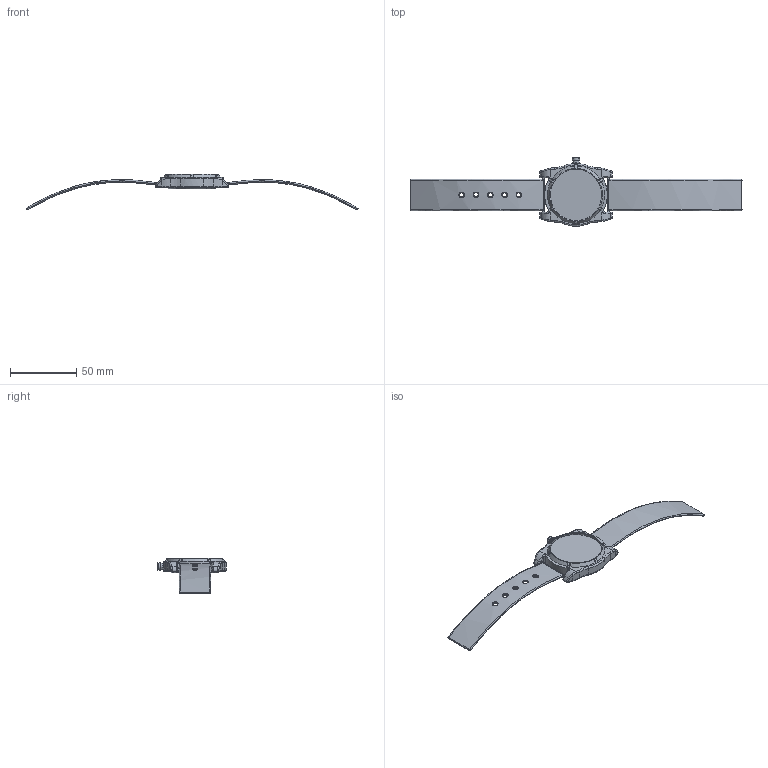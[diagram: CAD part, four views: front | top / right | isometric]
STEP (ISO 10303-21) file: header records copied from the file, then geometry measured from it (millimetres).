
FILE_DESCRIPTION(('FreeCAD Model'),'2;1');
FILE_NAME('Open CASCADE Shape Model','2025-05-04T10:52:47',('FreeCAD'),( 'FreeCAD'),'Open CASCADE STEP processor 7.6','FreeCAD','Unknown');
FILE_SCHEMA(('AUTOMOTIVE_DESIGN { 1 0 10303 214 1 1 1 1 }'));
Length unit declared in the file: millimetre
Products named in the file (1): Open CASCADE STEP translator 7.6 1
Bounding box: 251.01 x 51.81 x 27.19 mm (x, y, z)
Volume: 22043.4 mm3; surface area: 23241.7 mm2
Topology: 25 solids, 25 shells, 420 faces, 994 edges, 628 vertices
Faces by surface type: bspline 420
Entity records: 17224 total; most frequent: CARTESIAN_POINT 11300, ORIENTED_EDGE 1970, EDGE_CURVE 985, B_SPLINE_CURVE_WITH_KNOTS 656, VERTEX_POINT 628, FACE_BOUND 459, EDGE_LOOP 459, ADVANCED_FACE 420
